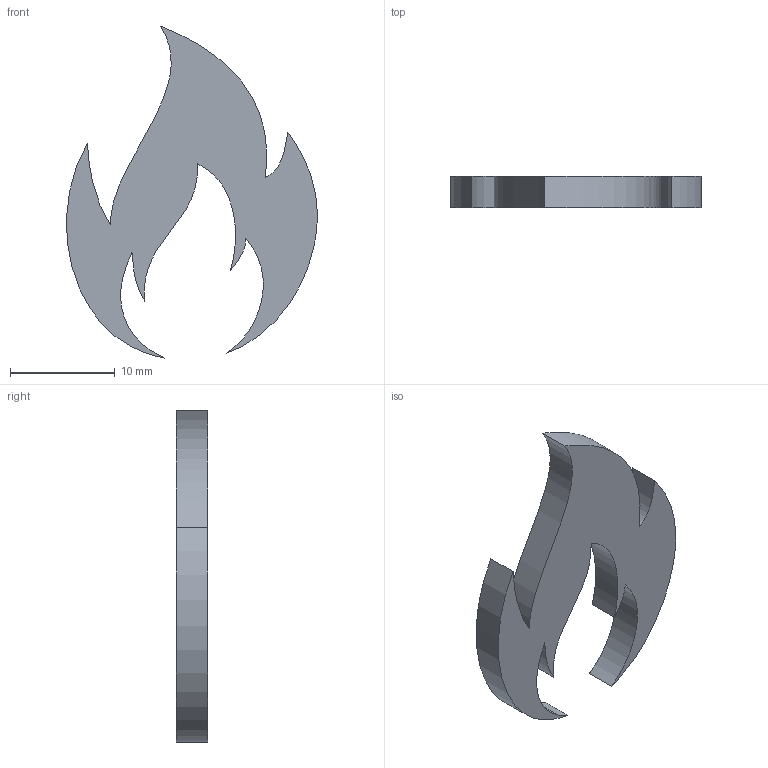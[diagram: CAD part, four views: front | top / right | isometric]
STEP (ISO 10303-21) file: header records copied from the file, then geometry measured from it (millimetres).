
FILE_DESCRIPTION(/* description */ (''),/* implementation_level */ '2;1');
FILE_NAME(/* name */ 'Flame_Insert.step',/* time_stamp */ '2025-06-30T06:26:15-04:00',/* author */ (''),/* organization */ (''),/* preprocessor_version */ 'ST-DEVELOPER v20.1',/* originating_system */ 'Autodesk Translation Framework v14.10.0.0',/* authorisation */ '');
FILE_SCHEMA (('AUTOMOTIVE_DESIGN { 1 0 10303 214 3 1 1 }'));
Length unit declared in the file: millimetre
Products named in the file (1): Flame_Insert
Bounding box: 23.99 x 3 x 31.74 mm (x, y, z)
Volume: 968 mm3; surface area: 1133.4 mm2
Topology: 1 solids, 1 shells, 17 faces, 45 edges, 30 vertices
Faces by surface type: bspline 15, plane 2
Entity records: 877 total; most frequent: CARTESIAN_POINT 516, ORIENTED_EDGE 90, EDGE_CURVE 45, B_SPLINE_CURVE_WITH_KNOTS 30, VERTEX_POINT 30, DIRECTION 21, FACE_OUTER_BOUND 17, EDGE_LOOP 17
